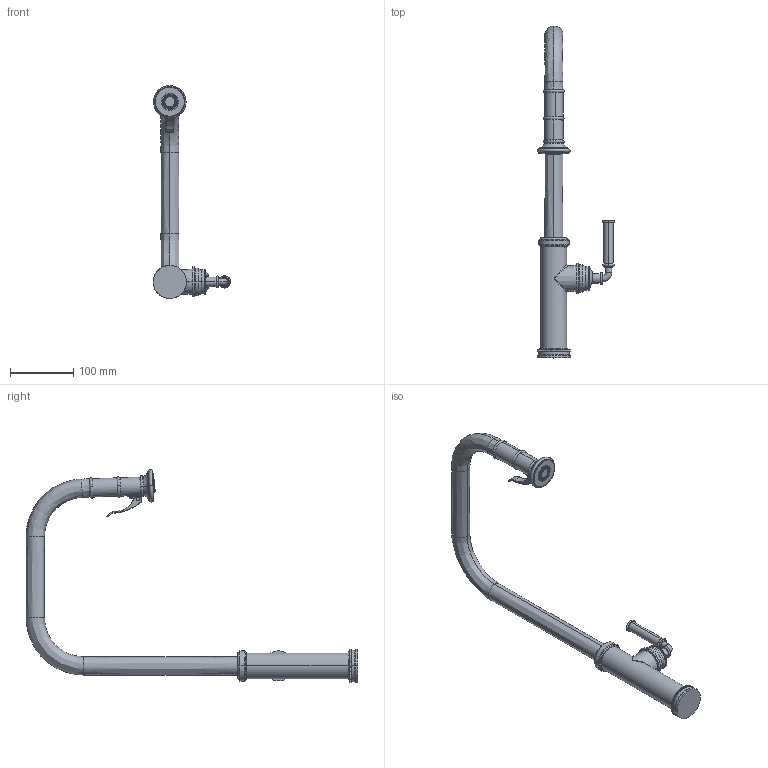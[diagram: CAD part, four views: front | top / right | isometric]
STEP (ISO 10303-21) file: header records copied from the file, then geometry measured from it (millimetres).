
FILE_DESCRIPTION((''),'2;1');
FILE_NAME('2940-7173','2025-09-09T23:27:21',('SwamiS'),(''),'CREO PARAMETRIC BY PTC INC, 2025093','CREO PARAMETRIC BY PTC INC, 2025093','');
FILE_SCHEMA(('CONFIG_CONTROL_DESIGN'));
Products named in the file (1): 2940-7173
Bounding box: 122.02 x 523.24 x 335.61 mm (x, y, z)
Volume: 825147.5 mm3; surface area: 117342.6 mm2
Topology: 3 solids, 3 shells, 1935 faces, 5460 edges, 3566 vertices
Faces by surface type: plane 939, cylinder 581, torus 309, bspline 50, cone 42, sphere 14
Entity records: 76297 total; most frequent: CARTESIAN_POINT 27753, ORIENTED_EDGE 10920, DIRECTION 9400, EDGE_CURVE 5460, VERTEX_POINT 3566, AXIS2_PLACEMENT_3D 3498, VECTOR 2404, LINE 2404
